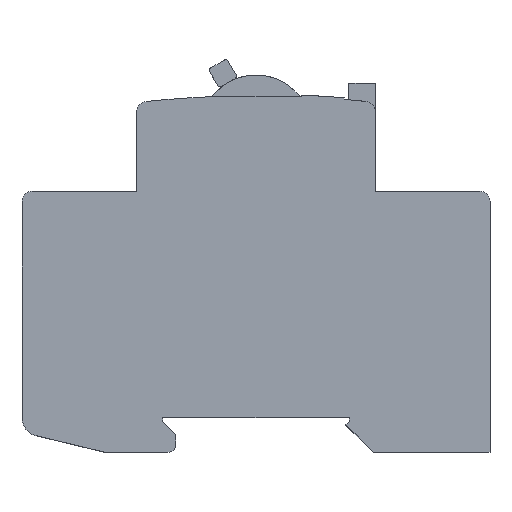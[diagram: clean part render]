
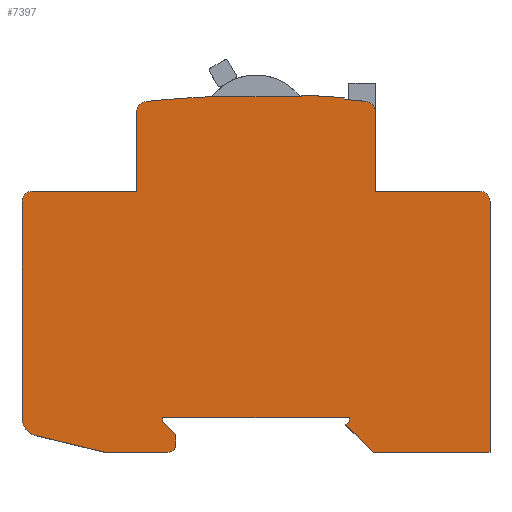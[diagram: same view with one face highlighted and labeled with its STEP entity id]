
A CAD part, top view. The second image highlights one B-rep face of the part: STEP entity #7397.
In plain terms, the highlighted planar face has unit normal (0, 0, 1).
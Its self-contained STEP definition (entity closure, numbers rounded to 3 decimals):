
#1070=CARTESIAN_POINT('',(0.,-159.827,17.9));
#1071=DIRECTION('',(0.,0.,1.));
#1072=DIRECTION('',(0.043,0.999,0.));
#1073=AXIS2_PLACEMENT_3D('',#1070,#1071,#1072);
#1078=DIRECTION('',(0.,-1.,0.));
#1079=VECTOR('',#1078,0.3);
#1080=CARTESIAN_POINT('',(8.606,40.288,17.9));
#1081=LINE('',#1080,#1079);
#1085=CARTESIAN_POINT('',(0.,-159.827,17.9));
#1086=DIRECTION('',(0.,0.,1.));
#1087=DIRECTION('',(0.083,0.997,0.));
#1088=AXIS2_PLACEMENT_3D('',#1085,#1086,#1087);
#1093=DIRECTION('',(0.,1.,0.));
#1094=VECTOR('',#1093,0.301);
#1095=CARTESIAN_POINT('',(16.606,39.483,17.9));
#1096=LINE('',#1095,#1094);
#1100=CARTESIAN_POINT('',(0.,-159.827,17.9));
#1101=DIRECTION('',(0.,0.,1.));
#1102=DIRECTION('',(0.104,0.995,0.));
#1103=AXIS2_PLACEMENT_3D('',#1100,#1101,#1102);
#1108=CARTESIAN_POINT('',(20.5,37.109,17.9));
#1109=DIRECTION('',(0.,0.,1.));
#1110=DIRECTION('',(1.,0.,0.));
#1111=AXIS2_PLACEMENT_3D('',#1108,#1109,#1110);
#1116=DIRECTION('',(0.,1.,0.));
#1117=VECTOR('',#1116,14.909);
#1118=CARTESIAN_POINT('',(22.5,22.2,17.9));
#1119=LINE('',#1118,#1117);
#1123=DIRECTION('',(-1.,0.,0.));
#1124=VECTOR('',#1123,19.6);
#1125=CARTESIAN_POINT('',(42.1,22.2,17.9));
#1126=LINE('',#1125,#1124);
#1130=CARTESIAN_POINT('',(42.1,20.2,17.9));
#1131=DIRECTION('',(0.,0.,1.));
#1132=DIRECTION('',(1.,0.,0.));
#1133=AXIS2_PLACEMENT_3D('',#1130,#1131,#1132);
#1138=DIRECTION('',(0.,1.,0.));
#1139=VECTOR('',#1138,47.2);
#1140=CARTESIAN_POINT('',(44.1,-27.,17.9));
#1141=LINE('',#1140,#1139);
#1145=DIRECTION('',(1.,0.,0.));
#1146=VECTOR('',#1145,22.011);
#1147=CARTESIAN_POINT('',(22.089,-27.,17.9));
#1148=LINE('',#1147,#1146);
#1152=DIRECTION('',(0.707,-0.707,0.));
#1153=VECTOR('',#1152,7.275);
#1154=CARTESIAN_POINT('',(16.945,-21.855,17.9));
#1155=LINE('',#1154,#1153);
#1159=DIRECTION('',(-0.707,-0.707,0.));
#1160=VECTOR('',#1159,0.927);
#1161=CARTESIAN_POINT('',(17.6,-21.2,17.9));
#1162=LINE('',#1161,#1160);
#1166=DIRECTION('',(0.,-1.,0.));
#1167=VECTOR('',#1166,0.7);
#1168=CARTESIAN_POINT('',(17.6,-20.5,17.9));
#1169=LINE('',#1168,#1167);
#1173=DIRECTION('',(1.,0.,0.));
#1174=VECTOR('',#1173,35.2);
#1175=CARTESIAN_POINT('',(-17.6,-20.5,17.9));
#1176=LINE('',#1175,#1174);
#1180=DIRECTION('',(0.,1.,0.));
#1181=VECTOR('',#1180,0.7);
#1182=CARTESIAN_POINT('',(-17.6,-21.2,17.9));
#1183=LINE('',#1182,#1181);
#1187=DIRECTION('',(-0.707,0.707,0.));
#1188=VECTOR('',#1187,3.536);
#1189=CARTESIAN_POINT('',(-15.1,-23.7,17.9));
#1190=LINE('',#1189,#1188);
#1194=DIRECTION('',(0.,1.,0.));
#1195=VECTOR('',#1194,1.8);
#1196=CARTESIAN_POINT('',(-15.1,-25.5,17.9));
#1197=LINE('',#1196,#1195);
#1201=CARTESIAN_POINT('',(-16.6,-25.5,17.9));
#1202=DIRECTION('',(0.,0.,1.));
#1203=DIRECTION('',(0.,-1.,0.));
#1204=AXIS2_PLACEMENT_3D('',#1201,#1202,#1203);
#1209=DIRECTION('',(1.,0.,0.));
#1210=VECTOR('',#1209,12.);
#1211=CARTESIAN_POINT('',(-28.6,-27.,17.9));
#1212=LINE('',#1211,#1210);
#1216=DIRECTION('',(0.972,-0.235,0.));
#1217=VECTOR('',#1216,13.191);
#1218=CARTESIAN_POINT('',(-41.422,-23.902,17.9));
#1219=LINE('',#1218,#1217);
#1223=CARTESIAN_POINT('',(-40.6,-20.5,17.9));
#1224=DIRECTION('',(0.,0.,1.));
#1225=DIRECTION('',(-1.,0.,0.));
#1226=AXIS2_PLACEMENT_3D('',#1223,#1224,#1225);
#1231=DIRECTION('',(0.,-1.,0.));
#1232=VECTOR('',#1231,40.7);
#1233=CARTESIAN_POINT('',(-44.1,20.2,17.9));
#1234=LINE('',#1233,#1232);
#1238=CARTESIAN_POINT('',(-42.1,20.2,17.9));
#1239=DIRECTION('',(0.,0.,1.));
#1240=DIRECTION('',(0.,1.,0.));
#1241=AXIS2_PLACEMENT_3D('',#1238,#1239,#1240);
#1246=DIRECTION('',(-1.,0.,0.));
#1247=VECTOR('',#1246,19.6);
#1248=CARTESIAN_POINT('',(-22.5,22.2,17.9));
#1249=LINE('',#1248,#1247);
#1253=DIRECTION('',(0.,-1.,0.));
#1254=VECTOR('',#1253,14.909);
#1255=CARTESIAN_POINT('',(-22.5,37.109,17.9));
#1256=LINE('',#1255,#1254);
#1260=CARTESIAN_POINT('',(-20.5,37.109,17.9));
#1261=DIRECTION('',(0.,0.,1.));
#1262=DIRECTION('',(-0.104,0.995,0.));
#1263=AXIS2_PLACEMENT_3D('',#1260,#1261,#1262);
#1268=CARTESIAN_POINT('',(0.,-159.827,17.9));
#1269=DIRECTION('',(0.,0.,1.));
#1270=DIRECTION('',(-0.042,0.999,0.));
#1271=AXIS2_PLACEMENT_3D('',#1268,#1269,#1270);
#1276=DIRECTION('',(1.,0.,0.));
#1277=VECTOR('',#1276,16.648);
#1278=CARTESIAN_POINT('',(-8.324,40.,17.9));
#1279=LINE('',#1278,#1277);
#5850=CARTESIAN_POINT('',(17.6,-20.5,17.9));
#5851=CARTESIAN_POINT('',(17.6,-21.2,17.9));
#5852=VERTEX_POINT('',#5850);
#5853=VERTEX_POINT('',#5851);
#5854=CARTESIAN_POINT('',(16.945,-21.855,17.9));
#5855=VERTEX_POINT('',#5854);
#5857=CARTESIAN_POINT('',(22.5,22.2,17.9));
#5859=VERTEX_POINT('',#5857);
#5861=CARTESIAN_POINT('',(-22.5,22.2,17.9));
#5863=VERTEX_POINT('',#5861);
#5868=CARTESIAN_POINT('',(-20.707,39.098,17.9));
#5869=VERTEX_POINT('',#5868);
#5870=CARTESIAN_POINT('',(-22.5,37.109,17.9));
#5871=VERTEX_POINT('',#5870);
#5876=CARTESIAN_POINT('',(22.5,37.109,17.9));
#5877=CARTESIAN_POINT('',(20.707,39.098,17.9));
#5878=VERTEX_POINT('',#5876);
#5879=VERTEX_POINT('',#5877);
#5884=CARTESIAN_POINT('',(42.1,22.2,17.9));
#5885=VERTEX_POINT('',#5884);
#5886=CARTESIAN_POINT('',(-42.1,22.2,17.9));
#5887=VERTEX_POINT('',#5886);
#5892=CARTESIAN_POINT('',(-8.324,40.,17.9));
#5893=CARTESIAN_POINT('',(8.324,40.,17.9));
#5894=VERTEX_POINT('',#5892);
#5895=VERTEX_POINT('',#5893);
#5942=CARTESIAN_POINT('',(-15.1,-23.7,17.9));
#5943=CARTESIAN_POINT('',(-17.6,-21.2,17.9));
#5944=VERTEX_POINT('',#5942);
#5945=VERTEX_POINT('',#5943);
#5946=CARTESIAN_POINT('',(-17.6,-20.5,17.9));
#5947=VERTEX_POINT('',#5946);
#5950=CARTESIAN_POINT('',(-44.1,20.2,17.9));
#5951=VERTEX_POINT('',#5950);
#5954=CARTESIAN_POINT('',(-44.1,-20.5,17.9));
#5955=VERTEX_POINT('',#5954);
#5958=CARTESIAN_POINT('',(-15.1,-25.5,17.9));
#5959=VERTEX_POINT('',#5958);
#6000=CARTESIAN_POINT('',(22.089,-27.,17.9));
#6001=CARTESIAN_POINT('',(44.1,-27.,17.9));
#6002=VERTEX_POINT('',#6000);
#6003=VERTEX_POINT('',#6001);
#6004=CARTESIAN_POINT('',(-41.422,-23.902,17.9));
#6005=VERTEX_POINT('',#6004);
#6006=CARTESIAN_POINT('',(-28.6,-27.,17.9));
#6007=VERTEX_POINT('',#6006);
#6010=CARTESIAN_POINT('',(44.1,20.2,17.9));
#6011=VERTEX_POINT('',#6010);
#6014=CARTESIAN_POINT('',(-16.6,-27.,17.9));
#6015=VERTEX_POINT('',#6014);
#6136=CARTESIAN_POINT('',(16.606,39.483,17.9));
#6137=VERTEX_POINT('',#6136);
#6310=CARTESIAN_POINT('',(16.606,39.784,17.9));
#6311=CARTESIAN_POINT('',(8.606,40.288,17.9));
#6312=VERTEX_POINT('',#6310);
#6313=VERTEX_POINT('',#6311);
#6318=CARTESIAN_POINT('',(8.606,39.988,17.9));
#6319=VERTEX_POINT('',#6318);
#7347=CARTESIAN_POINT('',(0.,0.,17.9));
#7348=DIRECTION('',(0.,0.,1.));
#7349=DIRECTION('',(1.,0.,0.));
#7350=AXIS2_PLACEMENT_3D('',#7347,#7348,#7349);
#7351=PLANE('',#7350);
#7352=ORIENTED_EDGE('',*,*,#7200,.F.);
#7354=ORIENTED_EDGE('',*,*,#7353,.F.);
#7356=ORIENTED_EDGE('',*,*,#7355,.F.);
#7358=ORIENTED_EDGE('',*,*,#7357,.F.);
#7359=ORIENTED_EDGE('',*,*,#7192,.F.);
#7360=ORIENTED_EDGE('',*,*,#7315,.F.);
#7361=ORIENTED_EDGE('',*,*,#7286,.F.);
#7363=ORIENTED_EDGE('',*,*,#7362,.F.);
#7365=ORIENTED_EDGE('',*,*,#7364,.F.);
#7367=ORIENTED_EDGE('',*,*,#7366,.F.);
#7369=ORIENTED_EDGE('',*,*,#7368,.F.);
#7371=ORIENTED_EDGE('',*,*,#7370,.F.);
#7373=ORIENTED_EDGE('',*,*,#7372,.F.);
#7375=ORIENTED_EDGE('',*,*,#7374,.F.);
#7377=ORIENTED_EDGE('',*,*,#7376,.F.);
#7379=ORIENTED_EDGE('',*,*,#7378,.F.);
#7381=ORIENTED_EDGE('',*,*,#7380,.F.);
#7382=ORIENTED_EDGE('',*,*,#6898,.F.);
#7383=ORIENTED_EDGE('',*,*,#6913,.F.);
#7384=ORIENTED_EDGE('',*,*,#6928,.F.);
#7385=ORIENTED_EDGE('',*,*,#6941,.F.);
#7386=ORIENTED_EDGE('',*,*,#6955,.F.);
#7387=ORIENTED_EDGE('',*,*,#6968,.F.);
#7388=ORIENTED_EDGE('',*,*,#7003,.F.);
#7389=ORIENTED_EDGE('',*,*,#7017,.F.);
#7390=ORIENTED_EDGE('',*,*,#7122,.F.);
#7391=ORIENTED_EDGE('',*,*,#7137,.F.);
#7392=ORIENTED_EDGE('',*,*,#7158,.F.);
#7394=ORIENTED_EDGE('',*,*,#7393,.T.);
#7395=EDGE_LOOP('',(#7352,#7354,#7356,#7358,#7359,#7360,#7361,#7363,#7365,#7367,
#7369,#7371,#7373,#7375,#7377,#7379,#7381,#7382,#7383,#7384,#7385,#7386,#7387,
#7388,#7389,#7390,#7391,#7392,#7394));
#7396=FACE_OUTER_BOUND('',#7395,.F.);
#1074=CIRCLE('',#1073,200.);
#1089=CIRCLE('',#1088,200.3);
#1104=CIRCLE('',#1103,200.);
#1112=CIRCLE('',#1111,2.);
#1134=CIRCLE('',#1133,2.);
#1205=CIRCLE('',#1204,1.5);
#1227=CIRCLE('',#1226,3.5);
#1242=CIRCLE('',#1241,2.);
#1264=CIRCLE('',#1263,2.);
#1272=CIRCLE('',#1271,200.);
#6898=EDGE_CURVE('',#5959,#5944,#1197,.T.);
#6913=EDGE_CURVE('',#6015,#5959,#1205,.T.);
#6928=EDGE_CURVE('',#6007,#6015,#1212,.T.);
#6941=EDGE_CURVE('',#6005,#6007,#1219,.T.);
#6955=EDGE_CURVE('',#5955,#6005,#1227,.T.);
#6968=EDGE_CURVE('',#5951,#5955,#1234,.T.);
#7003=EDGE_CURVE('',#5887,#5951,#1242,.T.);
#7017=EDGE_CURVE('',#5863,#5887,#1249,.T.);
#7122=EDGE_CURVE('',#5871,#5863,#1256,.T.);
#7137=EDGE_CURVE('',#5869,#5871,#1264,.T.);
#7158=EDGE_CURVE('',#5894,#5869,#1272,.T.);
#7192=EDGE_CURVE('',#5879,#6137,#1104,.T.);
#7200=EDGE_CURVE('',#6319,#5895,#1074,.T.);
#7286=EDGE_CURVE('',#5859,#5878,#1119,.T.);
#7315=EDGE_CURVE('',#5878,#5879,#1112,.T.);
#7353=EDGE_CURVE('',#6313,#6319,#1081,.T.);
#7355=EDGE_CURVE('',#6312,#6313,#1089,.T.);
#7357=EDGE_CURVE('',#6137,#6312,#1096,.T.);
#7362=EDGE_CURVE('',#5885,#5859,#1126,.T.);
#7364=EDGE_CURVE('',#6011,#5885,#1134,.T.);
#7366=EDGE_CURVE('',#6003,#6011,#1141,.T.);
#7368=EDGE_CURVE('',#6002,#6003,#1148,.T.);
#7370=EDGE_CURVE('',#5855,#6002,#1155,.T.);
#7372=EDGE_CURVE('',#5853,#5855,#1162,.T.);
#7374=EDGE_CURVE('',#5852,#5853,#1169,.T.);
#7376=EDGE_CURVE('',#5947,#5852,#1176,.T.);
#7378=EDGE_CURVE('',#5945,#5947,#1183,.T.);
#7380=EDGE_CURVE('',#5944,#5945,#1190,.T.);
#7393=EDGE_CURVE('',#5894,#5895,#1279,.T.);
#7397=ADVANCED_FACE('',(#7396),#7351,.T.);
